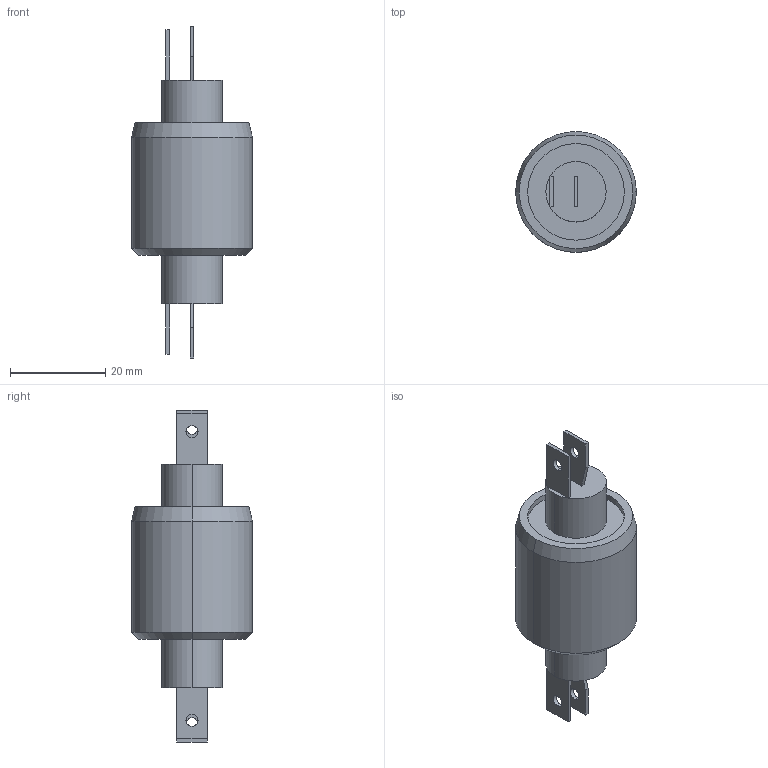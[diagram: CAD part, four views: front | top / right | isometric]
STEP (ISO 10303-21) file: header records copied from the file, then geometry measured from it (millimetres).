
FILE_DESCRIPTION((''),'2;1');
FILE_NAME('Slip Ring.stp','2008-01-03T17:21:53',('Owner'),(''),'Autodesk Inventor (R) 6.0','Autodesk Inventor (R) 6.0','');
FILE_SCHEMA(('AUTOMOTIVE_DESIGN { 1 0 10303 214 1 1 1 1 }'));
Length unit declared in the file: inch
Products named in the file (1): Slip Ring
Bounding box: 25.4 x 25.4 x 69.85 mm (x, y, z)
Volume: 16345.2 mm3; surface area: 4602.5 mm2
Topology: 1 solids, 1 shells, 49 faces, 116 edges, 76 vertices
Faces by surface type: plane 17, bspline 16, cylinder 12, cone 4
Entity records: 1507 total; most frequent: CARTESIAN_POINT 346, ORIENTED_EDGE 232, DIRECTION 220, EDGE_CURVE 116, VECTOR 80, LINE 80, VERTEX_POINT 76, AXIS2_PLACEMENT_3D 70
